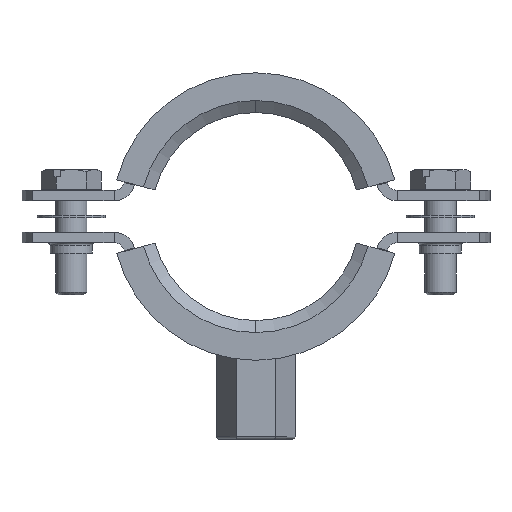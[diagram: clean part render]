
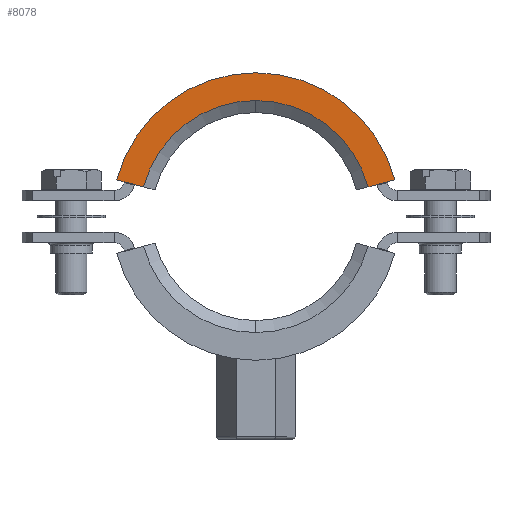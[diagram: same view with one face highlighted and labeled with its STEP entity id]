
A CAD part, front view. The second image highlights one B-rep face of the part: STEP entity #8078.
In plain terms, the highlighted planar face has unit normal (0, -1, 0).
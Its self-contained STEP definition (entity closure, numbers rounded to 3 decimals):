
#110 = EDGE_CURVE ( 'NONE', #23123, #2758, #23538, .T. ) ;
#429 = DIRECTION ( 'NONE',  ( 0.967, 0., -0.255 ) ) ;
#843 = VERTEX_POINT ( 'NONE', #10607 ) ;
#951 = DIRECTION ( 'NONE',  ( -0.967, 0., -0.255 ) ) ;
#1890 = DIRECTION ( 'NONE',  ( 0., 1., 0. ) ) ;
#2758 = VERTEX_POINT ( 'NONE', #20807 ) ;
#4175 = CIRCLE ( 'NONE', #25819, 27.5 ) ;
#5265 = EDGE_CURVE ( 'NONE', #843, #22959, #14663, .T. ) ;
#7722 = DIRECTION ( 'NONE',  ( 0., 1., 0. ) ) ;
#8078 = ADVANCED_FACE ( 'NONE', ( #11885 ), #13999, .F. ) ;
#8120 = VECTOR ( 'NONE', #951, 1000. ) ;
#8780 = VECTOR ( 'NONE', #429, 1000. ) ;
#9490 = DIRECTION ( 'NONE',  ( 0., 0., 1. ) ) ;
#10607 = CARTESIAN_POINT ( 'NONE',  ( 21.464, -11.5, 18.329 ) ) ;
#11408 = ORIENTED_EDGE ( 'NONE', *, *, #20906, .T. ) ;
#11749 = DIRECTION ( 'NONE',  ( 0., 1., 0. ) ) ;
#11885 = FACE_OUTER_BOUND ( 'NONE', #14549, .T. ) ;
#12014 = CARTESIAN_POINT ( 'NONE',  ( 21.464, -11.5, 18.329 ) ) ;
#13999 = PLANE ( 'NONE',  #14390 ) ;
#14390 = AXIS2_PLACEMENT_3D ( 'NONE', #12014, #1890, #26220 ) ;
#14549 = EDGE_LOOP ( 'NONE', ( #24264, #23584, #11408, #17454 ) ) ;
#14663 = LINE ( 'NONE', #22515, #8780 ) ;
#15838 = CIRCLE ( 'NONE', #16278, 22.2 ) ;
#16278 = AXIS2_PLACEMENT_3D ( 'NONE', #19569, #11749, #9490 ) ;
#16768 = CARTESIAN_POINT ( 'NONE',  ( 26.588, -11.5, 16.976 ) ) ;
#17429 = CARTESIAN_POINT ( 'NONE',  ( -21.464, -11.5, 18.329 ) ) ;
#17454 = ORIENTED_EDGE ( 'NONE', *, *, #110, .T. ) ;
#17564 = CARTESIAN_POINT ( 'NONE',  ( -21.464, -11.5, 18.329 ) ) ;
#17684 = DIRECTION ( 'NONE',  ( 0., 0., 1. ) ) ;
#17946 = CARTESIAN_POINT ( 'NONE',  ( 0., -11.5, 24. ) ) ;
#18904 = EDGE_CURVE ( 'NONE', #22959, #2758, #4175, .T. ) ;
#19569 = CARTESIAN_POINT ( 'NONE',  ( 0., -11.5, 24. ) ) ;
#20807 = CARTESIAN_POINT ( 'NONE',  ( -26.588, -11.5, 16.976 ) ) ;
#20906 = EDGE_CURVE ( 'NONE', #843, #23123, #15838, .T. ) ;
#22515 = CARTESIAN_POINT ( 'NONE',  ( 21.464, -11.5, 18.329 ) ) ;
#22959 = VERTEX_POINT ( 'NONE', #16768 ) ;
#23123 = VERTEX_POINT ( 'NONE', #17564 ) ;
#23538 = LINE ( 'NONE', #17429, #8120 ) ;
#23584 = ORIENTED_EDGE ( 'NONE', *, *, #5265, .F. ) ;
#24264 = ORIENTED_EDGE ( 'NONE', *, *, #18904, .F. ) ;
#25819 = AXIS2_PLACEMENT_3D ( 'NONE', #17946, #7722, #17684 ) ;
#26220 = DIRECTION ( 'NONE',  ( 0., 0., 1. ) ) ;
